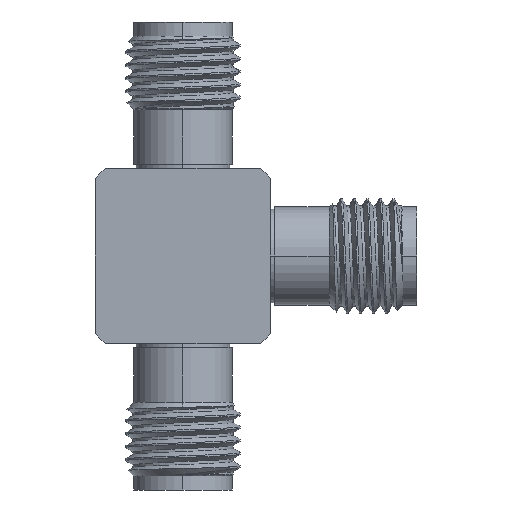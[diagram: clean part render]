
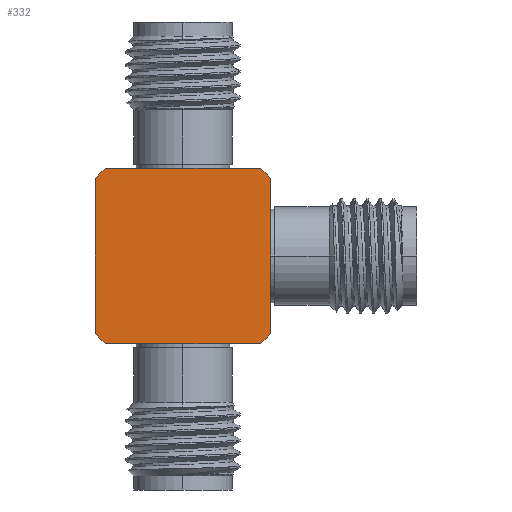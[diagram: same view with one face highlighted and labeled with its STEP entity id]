
A CAD part, front view. The second image highlights one B-rep face of the part: STEP entity #332.
In plain terms, the highlighted planar face has unit normal (0, -1, 0).
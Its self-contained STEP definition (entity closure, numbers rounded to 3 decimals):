
#73=CARTESIAN_POINT('',(-4.026,-3.175,0.));
#74=DIRECTION('',(0.,-1.,0.));
#75=DIRECTION('',(0.75,0.,0.661));
#76=AXIS2_PLACEMENT_3D('',#73,#74,#75);
#78=DIRECTION('',(0.,0.,1.));
#79=VECTOR('',#78,8.4);
#80=CARTESIAN_POINT('',(0.737,-3.175,-4.2));
#81=LINE('',#80,#79);
#82=CARTESIAN_POINT('',(-4.026,-3.175,0.));
#83=DIRECTION('',(0.,-1.,0.));
#84=DIRECTION('',(0.661,0.,-0.75));
#85=AXIS2_PLACEMENT_3D('',#82,#83,#84);
#87=DIRECTION('',(1.,0.,0.));
#88=VECTOR('',#87,8.4);
#89=CARTESIAN_POINT('',(-8.226,-3.175,-4.763));
#90=LINE('',#89,#88);
#91=CARTESIAN_POINT('',(-4.026,-3.175,0.));
#92=DIRECTION('',(0.,-1.,0.));
#93=DIRECTION('',(-0.75,0.,-0.661));
#94=AXIS2_PLACEMENT_3D('',#91,#92,#93);
#96=DIRECTION('',(0.,0.,-1.));
#97=VECTOR('',#96,8.4);
#98=CARTESIAN_POINT('',(-8.788,-3.175,4.2));
#99=LINE('',#98,#97);
#100=CARTESIAN_POINT('',(-4.026,-3.175,0.));
#101=DIRECTION('',(0.,-1.,0.));
#102=DIRECTION('',(-0.661,0.,0.75));
#103=AXIS2_PLACEMENT_3D('',#100,#101,#102);
#105=DIRECTION('',(-1.,0.,0.));
#106=VECTOR('',#105,8.4);
#107=CARTESIAN_POINT('',(0.174,-3.175,4.763));
#108=LINE('',#107,#106);
#177=CARTESIAN_POINT('',(0.737,-3.175,4.2));
#178=CARTESIAN_POINT('',(0.174,-3.175,4.763));
#179=VERTEX_POINT('',#177);
#180=VERTEX_POINT('',#178);
#181=CARTESIAN_POINT('',(-8.226,-3.175,4.763));
#182=CARTESIAN_POINT('',(-8.788,-3.175,4.2));
#183=VERTEX_POINT('',#181);
#184=VERTEX_POINT('',#182);
#185=CARTESIAN_POINT('',(-8.788,-3.175,-4.2));
#186=CARTESIAN_POINT('',(-8.226,-3.175,-4.763));
#187=VERTEX_POINT('',#185);
#188=VERTEX_POINT('',#186);
#189=CARTESIAN_POINT('',(0.174,-3.175,-4.763));
#190=CARTESIAN_POINT('',(0.737,-3.175,-4.2));
#191=VERTEX_POINT('',#189);
#192=VERTEX_POINT('',#190);
#315=CARTESIAN_POINT('',(-4.026,-3.175,0.));
#316=DIRECTION('',(0.,-1.,0.));
#317=DIRECTION('',(-1.,0.,0.));
#318=AXIS2_PLACEMENT_3D('',#315,#316,#317);
#319=PLANE('',#318);
#320=ORIENTED_EDGE('',*,*,#225,.F.);
#321=ORIENTED_EDGE('',*,*,#256,.F.);
#322=ORIENTED_EDGE('',*,*,#290,.F.);
#324=ORIENTED_EDGE('',*,*,#323,.F.);
#325=ORIENTED_EDGE('',*,*,#275,.F.);
#326=ORIENTED_EDGE('',*,*,#302,.F.);
#327=ORIENTED_EDGE('',*,*,#240,.F.);
#329=ORIENTED_EDGE('',*,*,#328,.F.);
#330=EDGE_LOOP('',(#320,#321,#322,#324,#325,#326,#327,#329));
#331=FACE_OUTER_BOUND('',#330,.F.);
#77=CIRCLE('',#76,6.35);
#86=CIRCLE('',#85,6.35);
#95=CIRCLE('',#94,6.35);
#104=CIRCLE('',#103,6.35);
#225=EDGE_CURVE('',#179,#180,#77,.T.);
#240=EDGE_CURVE('',#183,#184,#104,.T.);
#256=EDGE_CURVE('',#192,#179,#81,.T.);
#275=EDGE_CURVE('',#187,#188,#95,.T.);
#290=EDGE_CURVE('',#191,#192,#86,.T.);
#302=EDGE_CURVE('',#184,#187,#99,.T.);
#323=EDGE_CURVE('',#188,#191,#90,.T.);
#328=EDGE_CURVE('',#180,#183,#108,.T.);
#332=ADVANCED_FACE('',(#331),#319,.T.);
